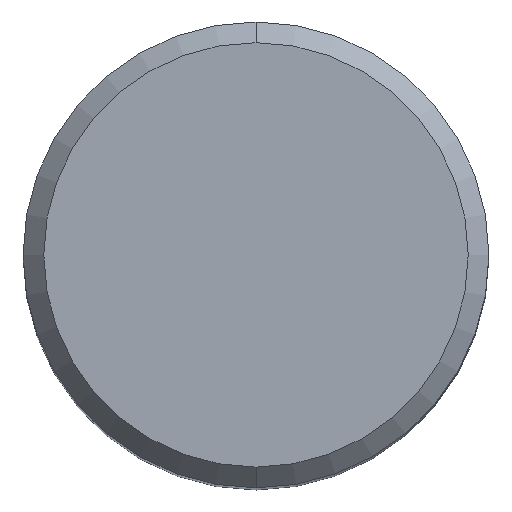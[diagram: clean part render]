
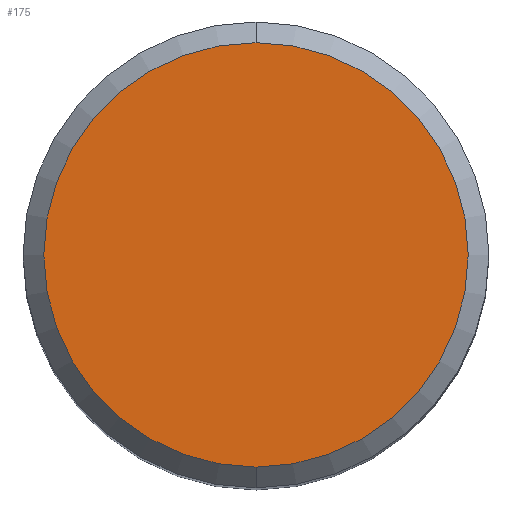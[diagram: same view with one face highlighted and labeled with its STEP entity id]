
A CAD part, top view. The second image highlights one B-rep face of the part: STEP entity #175.
In plain terms, the highlighted planar face has unit normal (0, 0, 1).
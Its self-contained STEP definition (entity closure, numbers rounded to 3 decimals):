
#115=VERTEX_POINT('',#255);
#175=ADVANCED_FACE('',(#322),#323,.T.);
#179=VERTEX_POINT('',#327);
#191=EDGE_CURVE('',#179,#115,#339,.T.);
#201=EDGE_CURVE('',#115,#179,#350,.T.);
#255=CARTESIAN_POINT('',(0.,-8.2,0.0));
#322=FACE_OUTER_BOUND('',#489,.T.);
#323=PLANE('',#490);
#327=CARTESIAN_POINT('',(0.0,8.2,0.0));
#339=CIRCLE('',#512,8.2);
#350=CIRCLE('',#527,8.2);
#489=EDGE_LOOP('',(#664,#665));
#490=AXIS2_PLACEMENT_3D('',#666,#667,#668);
#512=AXIS2_PLACEMENT_3D('',#674,#675,#676);
#527=AXIS2_PLACEMENT_3D('',#689,#690,#691);
#664=ORIENTED_EDGE('',*,*,#191,.F.);
#665=ORIENTED_EDGE('',*,*,#201,.F.);
#666=CARTESIAN_POINT('',(0.0,4.1,0.0));
#667=DIRECTION('',(-0.0,0.0,1.0));
#668=DIRECTION('',(0.0,-1.0,0.0));
#674=CARTESIAN_POINT('',(0.0,0.0,0.0));
#675=DIRECTION('',(0.0,0.0,-1.0));
#676=DIRECTION('',(0.0,1.0,0.0));
#689=CARTESIAN_POINT('',(0.0,0.0,0.0));
#690=DIRECTION('',(0.0,0.0,-1.0));
#691=DIRECTION('',(0.0,1.0,0.0));
